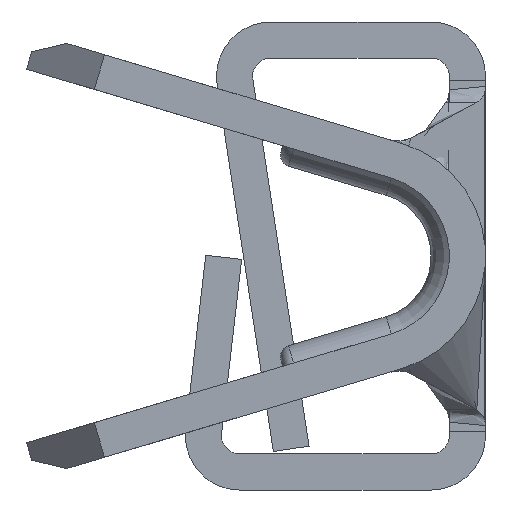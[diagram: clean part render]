
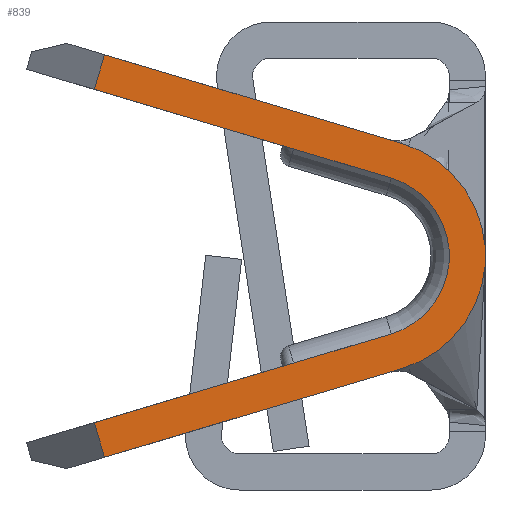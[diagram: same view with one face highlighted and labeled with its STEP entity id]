
A CAD part, left-side view. The second image highlights one B-rep face of the part: STEP entity #839.
In plain terms, the highlighted planar face has unit normal (-1, 0, 0).
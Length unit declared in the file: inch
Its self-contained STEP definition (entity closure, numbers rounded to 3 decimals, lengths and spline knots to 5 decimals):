
#105 = LINE ( 'NONE', #3785, #2153 ) ;
#229 = DIRECTION ( 'NONE',  ( 0., 0., 1. ) ) ;
#283 = DIRECTION ( 'NONE',  ( 0., 0., 1. ) ) ;
#326 = AXIS2_PLACEMENT_3D ( 'NONE', #3462, #1156, #3854 ) ;
#331 = CARTESIAN_POINT ( 'NONE',  ( -0.83, 0.15705, 0.07369 ) ) ;
#356 = EDGE_CURVE ( 'NONE', #2954, #4104, #689, .T. ) ;
#425 = LINE ( 'NONE', #2157, #2492 ) ;
#440 = VERTEX_POINT ( 'NONE', #2431 ) ;
#564 = FACE_OUTER_BOUND ( 'NONE', #3910, .T. ) ;
#620 = VERTEX_POINT ( 'NONE', #2384 ) ;
#689 = LINE ( 'NONE', #1238, #4646 ) ;
#702 = CARTESIAN_POINT ( 'NONE',  ( -0.83, 0.15477, -0.08136 ) ) ;
#839 = ADVANCED_FACE ( 'NONE', ( #564 ), #2084, .T. ) ;
#846 = EDGE_CURVE ( 'NONE', #1275, #2528, #425, .T. ) ;
#916 = ORIENTED_EDGE ( 'NONE', *, *, #2804, .T. ) ;
#918 = CARTESIAN_POINT ( 'NONE',  ( -0.83, 0.02113, -0.04983 ) ) ;
#960 = CARTESIAN_POINT ( 'NONE',  ( -0.83, 0.15248, 0.08903 ) ) ;
#1002 = EDGE_CURVE ( 'NONE', #4104, #620, #2783, .T. ) ;
#1156 = DIRECTION ( 'NONE',  ( 1., 0., 0. ) ) ;
#1238 = CARTESIAN_POINT ( 'NONE',  ( -0.83, 0.02571, -0.0345 ) ) ;
#1275 = VERTEX_POINT ( 'NONE', #960 ) ;
#1281 = DIRECTION ( 'NONE',  ( 0., -0.958, 0.286 ) ) ;
#1396 = ORIENTED_EDGE ( 'NONE', *, *, #356, .T. ) ;
#1474 = DIRECTION ( 'NONE',  ( 0., -0.958, -0.286 ) ) ;
#1624 = EDGE_CURVE ( 'NONE', #620, #4190, #4931, .T. ) ;
#1658 = EDGE_CURVE ( 'NONE', #4706, #1275, #1973, .T. ) ;
#1702 = DIRECTION ( 'NONE',  ( 0., 0.958, 0.286 ) ) ;
#1765 = VECTOR ( 'NONE', #4929, 39.37008 ) ;
#1826 = ORIENTED_EDGE ( 'NONE', *, *, #846, .T. ) ;
#1863 = VECTOR ( 'NONE', #1702, 39.37008 ) ;
#1973 = LINE ( 'NONE', #4385, #1863 ) ;
#2084 = PLANE ( 'NONE',  #4367 ) ;
#2153 = VECTOR ( 'NONE', #1474, 39.37008 ) ;
#2157 = CARTESIAN_POINT ( 'NONE',  ( -0.83, 0.15705, 0.07369 ) ) ;
#2207 = EDGE_CURVE ( 'NONE', #4190, #4706, #2889, .T. ) ;
#2211 = CIRCLE ( 'NONE', #326, 0.036 ) ;
#2295 = ORIENTED_EDGE ( 'NONE', *, *, #2576, .T. ) ;
#2384 = CARTESIAN_POINT ( 'NONE',  ( -0.83, 0.15248, -0.08903 ) ) ;
#2431 = CARTESIAN_POINT ( 'NONE',  ( -0.83, 0.02571, 0.0345 ) ) ;
#2492 = VECTOR ( 'NONE', #4856, 39.37008 ) ;
#2528 = VERTEX_POINT ( 'NONE', #331 ) ;
#2529 = CARTESIAN_POINT ( 'NONE',  ( -0.83, 0.02113, 0.04983 ) ) ;
#2544 = DIRECTION ( 'NONE',  ( -1., 0., 0. ) ) ;
#2576 = EDGE_CURVE ( 'NONE', #440, #2954, #2211, .T. ) ;
#2598 = DIRECTION ( 'NONE',  ( -1., 0., 0. ) ) ;
#2718 = ORIENTED_EDGE ( 'NONE', *, *, #1658, .T. ) ;
#2783 = LINE ( 'NONE', #702, #1765 ) ;
#2804 = EDGE_CURVE ( 'NONE', #2528, #440, #105, .T. ) ;
#2830 = CARTESIAN_POINT ( 'NONE',  ( -0.83, 0.02113, -0.04983 ) ) ;
#2889 = CIRCLE ( 'NONE', #2962, 0.052 ) ;
#2895 = VECTOR ( 'NONE', #1281, 39.37008 ) ;
#2954 = VERTEX_POINT ( 'NONE', #3096 ) ;
#2962 = AXIS2_PLACEMENT_3D ( 'NONE', #4898, #2598, #283 ) ;
#3096 = CARTESIAN_POINT ( 'NONE',  ( -0.83, 0.02571, -0.0345 ) ) ;
#3182 = CARTESIAN_POINT ( 'NONE',  ( -0.83, 0.15705, -0.07369 ) ) ;
#3462 = CARTESIAN_POINT ( 'NONE',  ( -0.83, 0.036, 0. ) ) ;
#3785 = CARTESIAN_POINT ( 'NONE',  ( -0.83, 0.02571, 0.0345 ) ) ;
#3854 = DIRECTION ( 'NONE',  ( 0., 0., 1. ) ) ;
#3910 = EDGE_LOOP ( 'NONE', ( #2718, #1826, #916, #2295, #1396, #4587, #4838, #4946 ) ) ;
#4104 = VERTEX_POINT ( 'NONE', #3182 ) ;
#4190 = VERTEX_POINT ( 'NONE', #918 ) ;
#4327 = DIRECTION ( 'NONE',  ( 0., 0.958, -0.286 ) ) ;
#4367 = AXIS2_PLACEMENT_3D ( 'NONE', #4839, #2544, #229 ) ;
#4385 = CARTESIAN_POINT ( 'NONE',  ( -0.83, 0.02113, 0.04983 ) ) ;
#4587 = ORIENTED_EDGE ( 'NONE', *, *, #1002, .T. ) ;
#4646 = VECTOR ( 'NONE', #4327, 39.37008 ) ;
#4706 = VERTEX_POINT ( 'NONE', #2529 ) ;
#4838 = ORIENTED_EDGE ( 'NONE', *, *, #1624, .T. ) ;
#4839 = CARTESIAN_POINT ( 'NONE',  ( -0.83, 0.036, 0. ) ) ;
#4856 = DIRECTION ( 'NONE',  ( 0., 0.286, -0.958 ) ) ;
#4898 = CARTESIAN_POINT ( 'NONE',  ( -0.83, 0.036, 0. ) ) ;
#4929 = DIRECTION ( 'NONE',  ( 0., -0.286, -0.958 ) ) ;
#4931 = LINE ( 'NONE', #2830, #2895 ) ;
#4946 = ORIENTED_EDGE ( 'NONE', *, *, #2207, .T. ) ;
